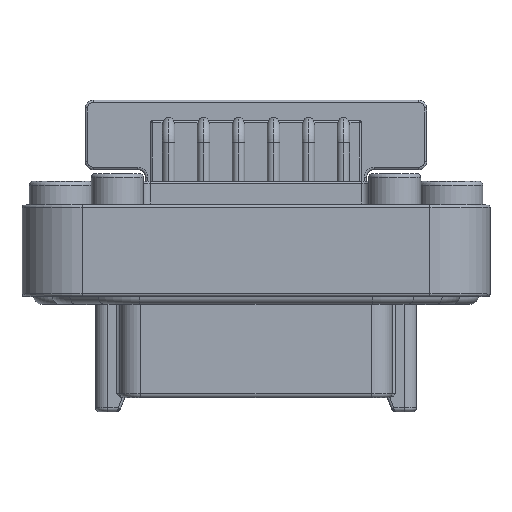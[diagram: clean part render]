
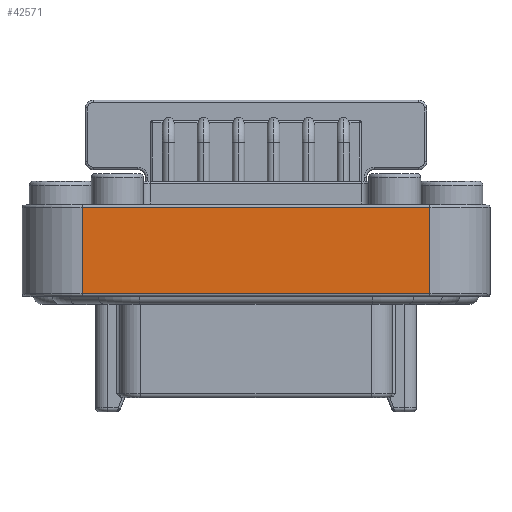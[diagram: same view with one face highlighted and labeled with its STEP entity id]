
A CAD part, top view. The second image highlights one B-rep face of the part: STEP entity #42571.
In plain terms, the highlighted planar face has unit normal (0, 0, 1).
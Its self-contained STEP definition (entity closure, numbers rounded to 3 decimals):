
#15782=DIRECTION('',(-1.,0.,0.));
#15783=VECTOR('',#15782,44.);
#15784=CARTESIAN_POINT('',(22.,19.59,17.625));
#15785=LINE('',#15784,#15783);
#15786=DIRECTION('',(0.,1.,0.));
#15787=VECTOR('',#15786,10.96);
#15788=CARTESIAN_POINT('',(-22.,19.59,17.625));
#15789=LINE('',#15788,#15787);
#15790=DIRECTION('',(1.,0.,0.));
#15791=VECTOR('',#15790,44.);
#15792=CARTESIAN_POINT('',(-22.,30.55,17.625));
#15793=LINE('',#15792,#15791);
#15809=DIRECTION('',(0.,1.,0.));
#15810=VECTOR('',#15809,10.96);
#15811=CARTESIAN_POINT('',(22.,19.59,17.625));
#15812=LINE('',#15811,#15810);
#17442=CARTESIAN_POINT('',(22.,19.59,17.625));
#17443=VERTEX_POINT('',#17442);
#17446=CARTESIAN_POINT('',(-22.,19.59,17.625));
#17447=VERTEX_POINT('',#17446);
#17452=CARTESIAN_POINT('',(22.,30.55,17.625));
#17454=VERTEX_POINT('',#17452);
#17458=CARTESIAN_POINT('',(-22.,30.55,17.625));
#17459=VERTEX_POINT('',#17458);
#42558=CARTESIAN_POINT('',(-22.,19.29,17.625));
#42559=DIRECTION('',(0.,0.,1.));
#42560=DIRECTION('',(1.,0.,0.));
#42561=AXIS2_PLACEMENT_3D('',#42558,#42559,#42560);
#42562=PLANE('',#42561);
#42564=ORIENTED_EDGE('',*,*,#42563,.T.);
#42565=ORIENTED_EDGE('',*,*,#42553,.T.);
#42566=ORIENTED_EDGE('',*,*,#31175,.T.);
#42568=ORIENTED_EDGE('',*,*,#42567,.F.);
#42569=EDGE_LOOP('',(#42564,#42565,#42566,#42568));
#42570=FACE_OUTER_BOUND('',#42569,.F.);
#42571=ADVANCED_FACE('',(#42570),#42562,.T.);
#31175=EDGE_CURVE('',#17459,#17454,#15793,.T.);
#42553=EDGE_CURVE('',#17447,#17459,#15789,.T.);
#42563=EDGE_CURVE('',#17443,#17447,#15785,.T.);
#42567=EDGE_CURVE('',#17443,#17454,#15812,.T.);
